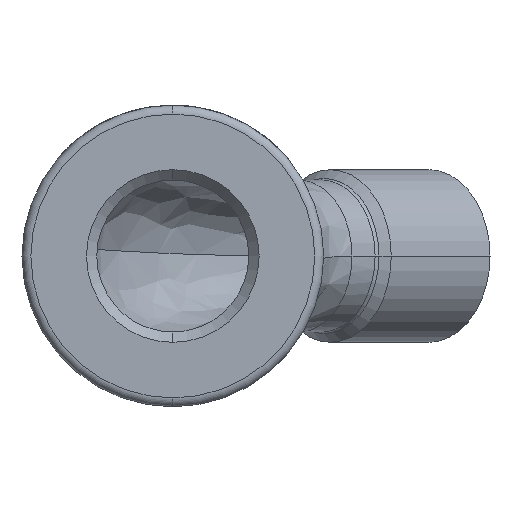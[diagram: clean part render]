
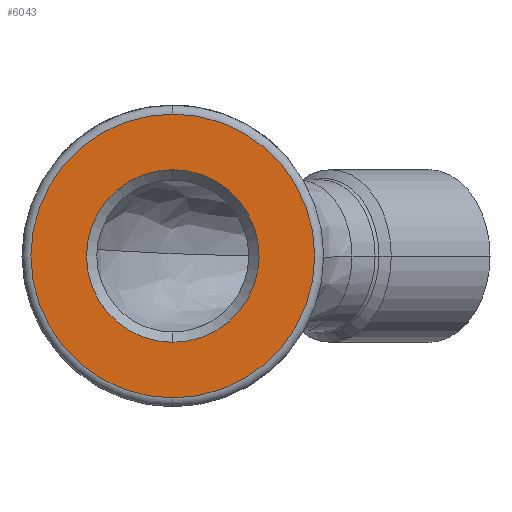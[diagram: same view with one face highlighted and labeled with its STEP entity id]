
A CAD part, front view. The second image highlights one B-rep face of the part: STEP entity #6043.
In plain terms, the highlighted planar face has unit normal (0, -1, 0).
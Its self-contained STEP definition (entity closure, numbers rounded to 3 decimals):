
#419 = CIRCLE ( 'NONE', #11722, 4.864 ) ;
#942 = DIRECTION ( 'NONE',  ( 0., -1., 0. ) ) ;
#1655 = FACE_OUTER_BOUND ( 'NONE', #3497, .T. ) ;
#1717 = CARTESIAN_POINT ( 'NONE',  ( 0., -16., 0. ) ) ;
#1738 = EDGE_CURVE ( 'NONE', #6224, #12177, #419, .T. ) ;
#1938 = EDGE_CURVE ( 'NONE', #12177, #6224, #8233, .T. ) ;
#2453 = DIRECTION ( 'NONE',  ( 0., -1., 0. ) ) ;
#2648 = AXIS2_PLACEMENT_3D ( 'NONE', #5394, #942, #12267 ) ;
#2841 = AXIS2_PLACEMENT_3D ( 'NONE', #4117, #13212, #4066 ) ;
#3497 = EDGE_LOOP ( 'NONE', ( #8143, #11255 ) ) ;
#4034 = VERTEX_POINT ( 'NONE', #4607 ) ;
#4066 = DIRECTION ( 'NONE',  ( 0., 0., -1. ) ) ;
#4117 = CARTESIAN_POINT ( 'NONE',  ( 0., -16., 0. ) ) ;
#4550 = PLANE ( 'NONE',  #13521 ) ;
#4605 = CARTESIAN_POINT ( 'NONE',  ( 4.864, -16., 0. ) ) ;
#4607 = CARTESIAN_POINT ( 'NONE',  ( 0., -16., -8. ) ) ;
#4819 = CARTESIAN_POINT ( 'NONE',  ( 0., -16., 4.864 ) ) ;
#5038 = CARTESIAN_POINT ( 'NONE',  ( 0., -16., -4.864 ) ) ;
#5130 = DIRECTION ( 'NONE',  ( 0., -1., 0. ) ) ;
#5394 = CARTESIAN_POINT ( 'NONE',  ( 0., -16., 0. ) ) ;
#6043 = ADVANCED_FACE ( 'NONE', ( #1655, #13394 ), #4550, .T. ) ;
#6224 = VERTEX_POINT ( 'NONE', #5038 ) ;
#6340 = DIRECTION ( 'NONE',  ( 0., 0., -1. ) ) ;
#7028 = DIRECTION ( 'NONE',  ( 0., 0., -1. ) ) ;
#7973 = ORIENTED_EDGE ( 'NONE', *, *, #1938, .F. ) ;
#8038 = VERTEX_POINT ( 'NONE', #9122 ) ;
#8143 = ORIENTED_EDGE ( 'NONE', *, *, #13813, .T. ) ;
#8233 = CIRCLE ( 'NONE', #2841, 4.864 ) ;
#8814 = AXIS2_PLACEMENT_3D ( 'NONE', #1717, #5130, #6340 ) ;
#9001 = EDGE_CURVE ( 'NONE', #8038, #4034, #10651, .T. ) ;
#9122 = CARTESIAN_POINT ( 'NONE',  ( 0., -16., 8. ) ) ;
#10381 = DIRECTION ( 'NONE',  ( 0., -1., 0. ) ) ;
#10402 = CARTESIAN_POINT ( 'NONE',  ( 0., -16., 0. ) ) ;
#10579 = CIRCLE ( 'NONE', #8814, 8. ) ;
#10651 = CIRCLE ( 'NONE', #2648, 8. ) ;
#11255 = ORIENTED_EDGE ( 'NONE', *, *, #9001, .T. ) ;
#11722 = AXIS2_PLACEMENT_3D ( 'NONE', #10402, #2453, #7028 ) ;
#12177 = VERTEX_POINT ( 'NONE', #4819 ) ;
#12267 = DIRECTION ( 'NONE',  ( 0., 0., -1. ) ) ;
#12463 = ORIENTED_EDGE ( 'NONE', *, *, #1738, .F. ) ;
#13212 = DIRECTION ( 'NONE',  ( 0., -1., 0. ) ) ;
#13394 = FACE_BOUND ( 'NONE', #14733, .T. ) ;
#13521 = AXIS2_PLACEMENT_3D ( 'NONE', #4605, #10381, #13583 ) ;
#13583 = DIRECTION ( 'NONE',  ( 0., 0., -1. ) ) ;
#13813 = EDGE_CURVE ( 'NONE', #4034, #8038, #10579, .T. ) ;
#14733 = EDGE_LOOP ( 'NONE', ( #12463, #7973 ) ) ;
